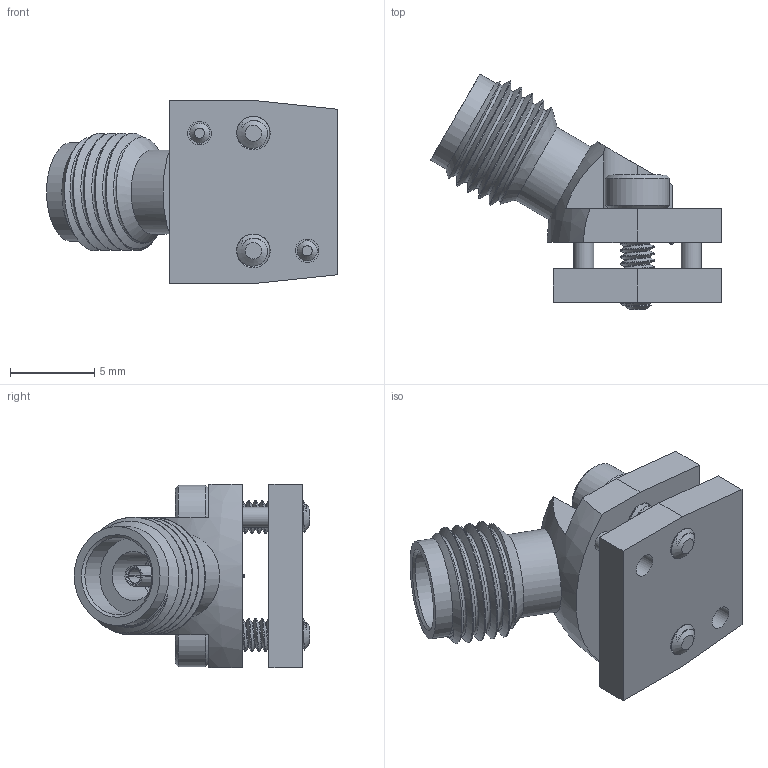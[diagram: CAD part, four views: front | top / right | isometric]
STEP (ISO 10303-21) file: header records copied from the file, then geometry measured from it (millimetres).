
FILE_DESCRIPTION (( 'STEP AP214' ), '1' );
FILE_NAME ('TM14-0141-00.STEP', '2021-01-22T08:20:25', ( '' ), ( '' ), 'SwSTEP 2.0', 'SolidWorks 2019', '' );
FILE_SCHEMA (( 'AUTOMOTIVE_DESIGN' ));
Length unit declared in the file: millimetre
Products named in the file (4): 2.92^TM14-0089-00; TM14-0141-00; TM11-0355-00; M2X4 SHCS_M2 x 6
Assembly tree (4 placements, depth 2):
  TM14-0141-00
    TM11-0355-00
    M2X4 SHCS_M2 x 6  x2
    2.92^TM14-0089-00
Bounding box: 17.3 x 14 x 10.9 mm (x, y, z)
Volume: 677.4 mm3; surface area: 1302 mm2
Topology: 4 solids, 5 shells, 209 faces, 494 edges, 310 vertices
Faces by surface type: plane 88, cylinder 53, cone 52, bspline 14, sphere 1, torus 1
Full cylindrical faces by diameter (mm): 0.254 x1, 0.35 x1, 0.41 x6, 0.553 x1, 0.56 x1, 0.58 x1, 0.805 x1, 0.94 x1, 0.959 x1, 0.97 x1, 0.98 x1, 1.12 x1, 1.2 x2, 1.27 x2, 1.4 x2, 1.588 x1, 1.589 x1, 1.6 x2, 1.825 x1, 1.85 x1, 2.1 x2, 2.16 x1, 2.58 x1, 2.92 x2, 3.24 x1, 3.8 x2, 4.61 x1, 5 x1, 5.89 x1
Entity records: 8554 total; most frequent: CARTESIAN_POINT 4490, DIRECTION 792, ORIENTED_EDGE 728, EDGE_CURVE 364, AXIS2_PLACEMENT_3D 340, EDGE_LOOP 294, VERTEX_POINT 260, FACE_OUTER_BOUND 226
